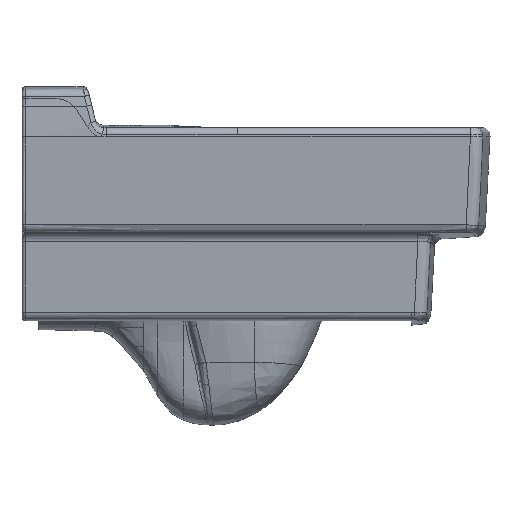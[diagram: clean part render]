
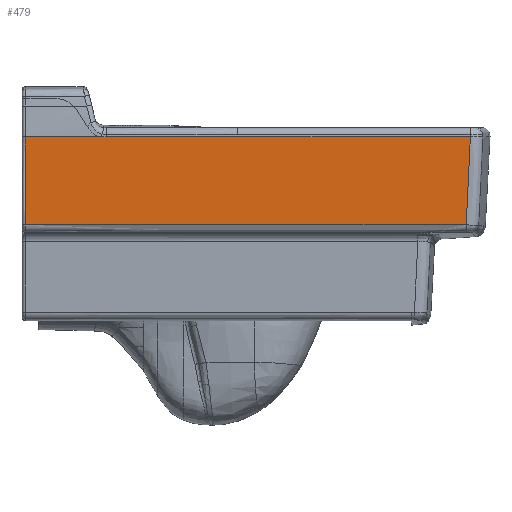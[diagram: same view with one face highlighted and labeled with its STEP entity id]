
A CAD part, left-side view. The second image highlights one B-rep face of the part: STEP entity #479.
In plain terms, the highlighted free-form (B-spline) face has degree [1, 3] with [2, 6] control points.
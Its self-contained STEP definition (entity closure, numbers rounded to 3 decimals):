
#479=ADVANCED_FACE('',(#765),#563,.F.);
#563=B_SPLINE_SURFACE_WITH_KNOTS('',1,3,((#22526,#22527,#22528,#22529,#22530,
#22531),(#22532,#22533,#22534,#22535,#22536,#22537)),.UNSPECIFIED.,.F.,
 .F.,.F.,(2,2),(4,2,4),(0.,1.),(0.,0.444,1.),.UNSPECIFIED.);
#765=FACE_OUTER_BOUND('',#991,.T.);
#991=EDGE_LOOP('',(#2069,#2070,#2071,#2072,#2073,#2074));
#2069=ORIENTED_EDGE('',*,*,#2878,.T.);
#2070=ORIENTED_EDGE('',*,*,#2880,.T.);
#2071=ORIENTED_EDGE('',*,*,#2881,.T.);
#2072=ORIENTED_EDGE('',*,*,#2882,.T.);
#2073=ORIENTED_EDGE('',*,*,#2883,.T.);
#2074=ORIENTED_EDGE('',*,*,#2884,.T.);
#2369=VERTEX_POINT('',#22030);
#2373=VERTEX_POINT('',#22102);
#2376=VERTEX_POINT('',#22187);
#2377=VERTEX_POINT('',#22281);
#2378=VERTEX_POINT('',#22308);
#2379=VERTEX_POINT('',#22322);
#2878=EDGE_CURVE('',#2377,#2378,#3259,.T.);
#2880=EDGE_CURVE('',#2378,#2379,#3261,.T.);
#2881=EDGE_CURVE('',#2379,#2369,#3262,.T.);
#2882=EDGE_CURVE('',#2369,#2373,#3263,.T.);
#2883=EDGE_CURVE('',#2373,#2376,#3264,.T.);
#2884=EDGE_CURVE('',#2376,#2377,#3265,.T.);
#3259=B_SPLINE_CURVE_WITH_KNOTS('',3,(#22309,#22310,#22311,#22312),
 .UNSPECIFIED.,.F.,.F.,(4,4),(0.,1.),.UNSPECIFIED.);
#3261=B_SPLINE_CURVE_WITH_KNOTS('',3,(#22323,#22324,#22325,#22326,#22327,
#22328,#22329,#22330,#22331,#22332,#22333,#22334,#22335),.UNSPECIFIED.,
 .F.,.F.,(4,2,1,2,2,2,4),(0.,0.5,0.625,0.687,
0.75,0.875,1.),.UNSPECIFIED.);
#3262=B_SPLINE_CURVE_WITH_KNOTS('',1,(#22406,#22407),.UNSPECIFIED.,.F.,
 .F.,(2,2),(0.,1.),.UNSPECIFIED.);
#3263=B_SPLINE_CURVE_WITH_KNOTS('',3,(#22416,#22417,#22418,#22419,#22420,
#22421),.UNSPECIFIED.,.F.,.F.,(4,2,4),(0.,0.496,1.),
 .UNSPECIFIED.);
#3264=B_SPLINE_CURVE_WITH_KNOTS('',1,(#22452,#22453),.UNSPECIFIED.,.F.,
 .F.,(2,2),(0.,1.),.UNSPECIFIED.);
#3265=B_SPLINE_CURVE_WITH_KNOTS('',3,(#22466,#22467,#22468,#22469,#22470,
#22471,#22472,#22473,#22474,#22475,#22476,#22477,#22478,#22479,#22480,#22481,
#22482,#22483,#22484,#22485,#22486,#22487,#22488,#22489,#22490,#22491,#22492,
#22493,#22494,#22495,#22496,#22497,#22498,#22499,#22500,#22501),
 .UNSPECIFIED.,.F.,.F.,(4,2,2,2,1,1,2,2,2,2,2,2,2,2,2,1,1,2,2,4),(0.,0.125,
0.187,0.219,0.234,0.242,
0.246,0.25,0.375,0.437,
0.469,0.5,0.625,0.687,
0.719,0.734,0.742,0.746,
0.75,1.),.UNSPECIFIED.);
#22030=CARTESIAN_POINT('',(-187.065,-4.,-11.));
#22102=CARTESIAN_POINT('',(-181.528,-4.,-116.214));
#22187=CARTESIAN_POINT('',(-181.528,-531.521,-116.214));
#22281=CARTESIAN_POINT('',(-187.065,-536.476,-11.));
#22308=CARTESIAN_POINT('',(-187.065,-101.181,-11.));
#22309=CARTESIAN_POINT('',(-187.065,-536.501,-11.));
#22310=CARTESIAN_POINT('',(-187.065,-391.394,-11.));
#22311=CARTESIAN_POINT('',(-187.065,-246.288,-11.));
#22312=CARTESIAN_POINT('',(-187.065,-101.181,-11.));
#22322=CARTESIAN_POINT('',(-187.065,-97.962,-11.));
#22323=CARTESIAN_POINT('',(-187.065,-101.181,-11.));
#22324=CARTESIAN_POINT('',(-187.065,-100.647,-11.));
#22325=CARTESIAN_POINT('',(-187.065,-100.104,-11.));
#22326=CARTESIAN_POINT('',(-187.065,-99.447,-11.));
#22327=CARTESIAN_POINT('',(-187.065,-99.25,-11.));
#22328=CARTESIAN_POINT('',(-187.065,-99.053,-11.));
#22329=CARTESIAN_POINT('',(-187.065,-98.921,-11.));
#22330=CARTESIAN_POINT('',(-187.065,-98.814,-11.));
#22331=CARTESIAN_POINT('',(-187.065,-98.741,-11.));
#22332=CARTESIAN_POINT('',(-187.065,-98.565,-11.));
#22333=CARTESIAN_POINT('',(-187.065,-98.204,-11.001));
#22334=CARTESIAN_POINT('',(-187.065,-98.063,-11.001));
#22335=CARTESIAN_POINT('',(-187.065,-97.962,-11.));
#22406=CARTESIAN_POINT('',(-187.065,-375.934,-11.));
#22407=CARTESIAN_POINT('',(-187.065,0.,-11.));
#22416=CARTESIAN_POINT('',(-187.065,-4.,-11.));
#22417=CARTESIAN_POINT('',(-187.065,-4.,-28.441));
#22418=CARTESIAN_POINT('',(-186.239,-4.,-45.868));
#22419=CARTESIAN_POINT('',(-184.4,-4.,-80.956));
#22420=CARTESIAN_POINT('',(-183.37,-4.,-98.621));
#22421=CARTESIAN_POINT('',(-181.528,-4.,-116.214));
#22452=CARTESIAN_POINT('',(-181.528,-4.,-116.214));
#22453=CARTESIAN_POINT('',(-181.528,-531.521,-116.214));
#22466=CARTESIAN_POINT('',(-181.528,-531.521,-116.214));
#22467=CARTESIAN_POINT('',(-181.94,-531.885,-112.282));
#22468=CARTESIAN_POINT('',(-182.333,-532.232,-108.132));
#22469=CARTESIAN_POINT('',(-182.89,-532.725,-101.58));
#22470=CARTESIAN_POINT('',(-183.07,-532.886,-99.341));
#22471=CARTESIAN_POINT('',(-183.333,-533.119,-95.901));
#22472=CARTESIAN_POINT('',(-183.419,-533.196,-94.741));
#22473=CARTESIAN_POINT('',(-183.546,-533.31,-92.981));
#22474=CARTESIAN_POINT('',(-183.61,-533.366,-92.095));
#22475=CARTESIAN_POINT('',(-183.683,-533.431,-91.053));
#22476=CARTESIAN_POINT('',(-183.714,-533.459,-90.605));
#22477=CARTESIAN_POINT('',(-183.734,-533.477,-90.306));
#22478=CARTESIAN_POINT('',(-183.748,-533.489,-90.111));
#22479=CARTESIAN_POINT('',(-183.986,-533.702,-86.64));
#22480=CARTESIAN_POINT('',(-184.234,-533.921,-82.766));
#22481=CARTESIAN_POINT('',(-184.622,-534.271,-76.19));
#22482=CARTESIAN_POINT('',(-184.755,-534.391,-73.87));
#22483=CARTESIAN_POINT('',(-184.957,-534.576,-70.2));
#22484=CARTESIAN_POINT('',(-185.025,-534.639,-68.945));
#22485=CARTESIAN_POINT('',(-185.163,-534.765,-66.371));
#22486=CARTESIAN_POINT('',(-185.236,-534.832,-65.004));
#22487=CARTESIAN_POINT('',(-185.578,-535.146,-58.49));
#22488=CARTESIAN_POINT('',(-185.821,-535.363,-53.691));
#22489=CARTESIAN_POINT('',(-186.128,-535.639,-47.107));
#22490=CARTESIAN_POINT('',(-186.221,-535.722,-45.016));
#22491=CARTESIAN_POINT('',(-186.347,-535.835,-42.033));
#22492=CARTESIAN_POINT('',(-186.387,-535.871,-41.064));
#22493=CARTESIAN_POINT('',(-186.443,-535.921,-39.65));
#22494=CARTESIAN_POINT('',(-186.47,-535.945,-38.952));
#22495=CARTESIAN_POINT('',(-186.5,-535.972,-38.155));
#22496=CARTESIAN_POINT('',(-186.513,-535.983,-37.817));
#22497=CARTESIAN_POINT('',(-186.521,-535.991,-37.593));
#22498=CARTESIAN_POINT('',(-186.524,-535.993,-37.519));
#22499=CARTESIAN_POINT('',(-186.883,-536.311,-27.81));
#22500=CARTESIAN_POINT('',(-187.065,-536.467,-19.02));
#22501=CARTESIAN_POINT('',(-187.065,-536.467,-11.));
#22526=CARTESIAN_POINT('',(-187.017,26.548,-3.875));
#22527=CARTESIAN_POINT('',(-187.288,26.548,-23.694));
#22528=CARTESIAN_POINT('',(-186.363,26.548,-43.496));
#22529=CARTESIAN_POINT('',(-184.027,26.548,-88.079));
#22530=CARTESIAN_POINT('',(-182.522,26.548,-112.864));
#22531=CARTESIAN_POINT('',(-178.859,26.548,-137.452));
#22532=CARTESIAN_POINT('',(-187.017,-586.546,-3.875));
#22533=CARTESIAN_POINT('',(-187.288,-586.546,-23.694));
#22534=CARTESIAN_POINT('',(-186.363,-586.546,-43.496));
#22535=CARTESIAN_POINT('',(-184.027,-586.546,-88.079));
#22536=CARTESIAN_POINT('',(-182.522,-586.546,-112.864));
#22537=CARTESIAN_POINT('',(-178.859,-586.546,-137.452));
